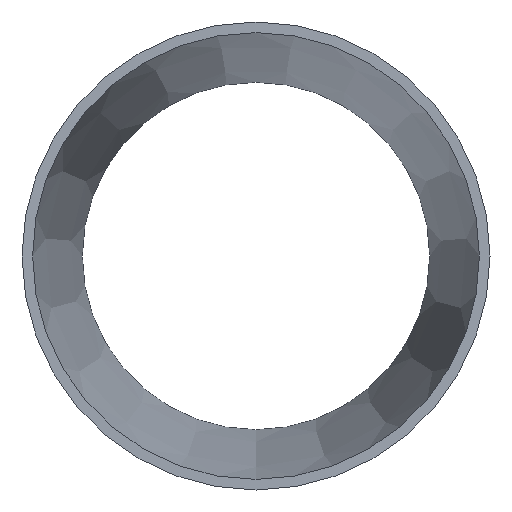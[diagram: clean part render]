
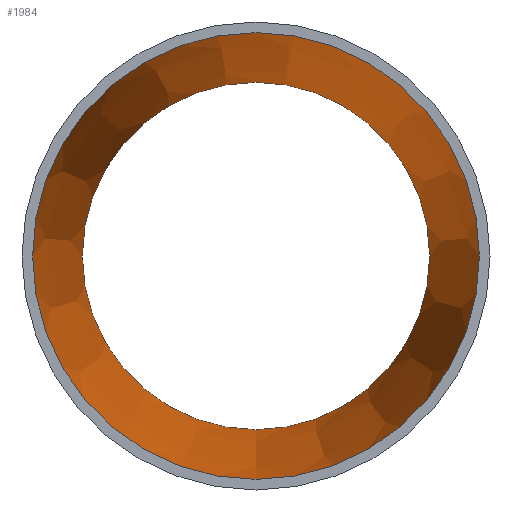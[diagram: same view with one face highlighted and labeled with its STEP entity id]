
A CAD part, front view. The second image highlights one B-rep face of the part: STEP entity #1984.
In plain terms, the highlighted conical face has half-angle 5.994 degrees and reference radius 42.439 mm.
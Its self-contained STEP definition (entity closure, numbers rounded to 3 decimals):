
#1984 = ADVANCED_FACE ( 'NONE', ( #17889, #2492 ), #3456, .F. ) ;
#2492 = FACE_OUTER_BOUND ( 'NONE', #10331, .T. ) ;
#3456 = CONICAL_SURFACE ( 'NONE', #9119, 42.439, 0.105 ) ;
#3945 = DIRECTION ( 'NONE',  ( 0., -1., 0. ) ) ;
#5254 = DIRECTION ( 'NONE',  ( 0., 0., -1. ) ) ;
#6315 = CIRCLE ( 'NONE', #28507, 42.439 ) ;
#6522 = VERTEX_POINT ( 'NONE', #13718 ) ;
#6673 = DIRECTION ( 'NONE',  ( 0., -1., 0. ) ) ;
#7406 = EDGE_LOOP ( 'NONE', ( #16357 ) ) ;
#9119 = AXIS2_PLACEMENT_3D ( 'NONE', #26948, #6673, #15657 ) ;
#10331 = EDGE_LOOP ( 'NONE', ( #16430 ) ) ;
#12035 = CARTESIAN_POINT ( 'NONE',  ( 0., 0., 0. ) ) ;
#12880 = EDGE_CURVE ( 'NONE', #6522, #6522, #26047, .T. ) ;
#13718 = CARTESIAN_POINT ( 'NONE',  ( 0., 90., -32.989 ) ) ;
#15169 = CARTESIAN_POINT ( 'NONE',  ( 0., 90., 0. ) ) ;
#15363 = VERTEX_POINT ( 'NONE', #18175 ) ;
#15657 = DIRECTION ( 'NONE',  ( 0., 0., -1. ) ) ;
#16357 = ORIENTED_EDGE ( 'NONE', *, *, #12880, .F. ) ;
#16430 = ORIENTED_EDGE ( 'NONE', *, *, #26967, .T. ) ;
#17889 = FACE_BOUND ( 'NONE', #7406, .T. ) ;
#18175 = CARTESIAN_POINT ( 'NONE',  ( 0., 0., -42.439 ) ) ;
#23956 = DIRECTION ( 'NONE',  ( 0., 0., -1. ) ) ;
#25841 = DIRECTION ( 'NONE',  ( 0., -1., 0. ) ) ;
#26047 = CIRCLE ( 'NONE', #27933, 32.989 ) ;
#26948 = CARTESIAN_POINT ( 'NONE',  ( 0., 0., 0. ) ) ;
#26967 = EDGE_CURVE ( 'NONE', #15363, #15363, #6315, .T. ) ;
#27933 = AXIS2_PLACEMENT_3D ( 'NONE', #15169, #3945, #23956 ) ;
#28507 = AXIS2_PLACEMENT_3D ( 'NONE', #12035, #25841, #5254 ) ;
